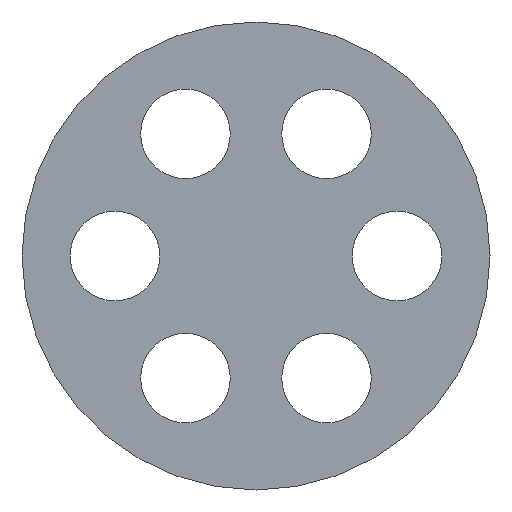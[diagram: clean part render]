
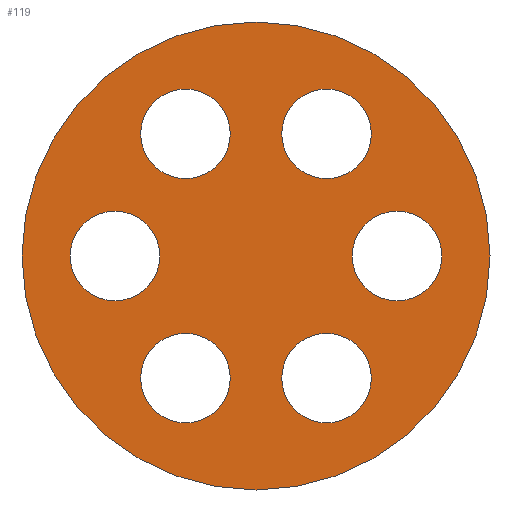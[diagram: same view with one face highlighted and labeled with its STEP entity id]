
A CAD part, left-side view. The second image highlights one B-rep face of the part: STEP entity #119.
In plain terms, the highlighted planar face has unit normal (-1, 0, 0).
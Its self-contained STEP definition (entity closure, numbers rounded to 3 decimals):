
#119 = ADVANCED_FACE( '', ( #251, #252, #253, #254, #255, #256, #257 ), #258, .F. );
#251 = FACE_BOUND( '', #384, .T. );
#252 = FACE_BOUND( '', #385, .T. );
#253 = FACE_BOUND( '', #386, .T. );
#254 = FACE_BOUND( '', #387, .T. );
#255 = FACE_BOUND( '', #388, .T. );
#256 = FACE_BOUND( '', #389, .T. );
#257 = FACE_OUTER_BOUND( '', #390, .T. );
#258 = PLANE( '', #391 );
#384 = EDGE_LOOP( '', ( #675 ) );
#385 = EDGE_LOOP( '', ( #676 ) );
#386 = EDGE_LOOP( '', ( #677 ) );
#387 = EDGE_LOOP( '', ( #678 ) );
#388 = EDGE_LOOP( '', ( #679 ) );
#389 = EDGE_LOOP( '', ( #680 ) );
#390 = EDGE_LOOP( '', ( #681 ) );
#391 = AXIS2_PLACEMENT_3D( '', #682, #683, #684 );
#675 = ORIENTED_EDGE( '', *, *, #824, .T. );
#676 = ORIENTED_EDGE( '', *, *, #809, .T. );
#677 = ORIENTED_EDGE( '', *, *, #777, .T. );
#678 = ORIENTED_EDGE( '', *, *, #800, .T. );
#679 = ORIENTED_EDGE( '', *, *, #760, .T. );
#680 = ORIENTED_EDGE( '', *, *, #780, .T. );
#681 = ORIENTED_EDGE( '', *, *, #786, .F. );
#682 = CARTESIAN_POINT( '', ( 0., 0., 0. ) );
#683 = DIRECTION( '', ( 1., 0., 0. ) );
#684 = DIRECTION( '', ( 0., 0., -1. ) );
#760 = EDGE_CURVE( '', #914, #914, #915, .T. );
#777 = EDGE_CURVE( '', #939, #939, #940, .T. );
#780 = EDGE_CURVE( '', #944, #944, #945, .T. );
#786 = EDGE_CURVE( '', #953, #953, #954, .T. );
#800 = EDGE_CURVE( '', #974, #974, #975, .T. );
#809 = EDGE_CURVE( '', #987, #987, #988, .T. );
#824 = EDGE_CURVE( '', #1006, #1006, #1007, .T. );
#914 = VERTEX_POINT( '', #1121 );
#915 = CIRCLE( '', #1122, 4. );
#939 = VERTEX_POINT( '', #1155 );
#940 = CIRCLE( '', #1156, 4. );
#944 = VERTEX_POINT( '', #1160 );
#945 = CIRCLE( '', #1161, 4. );
#953 = VERTEX_POINT( '', #1171 );
#954 = CIRCLE( '', #1172, 20.9 );
#974 = VERTEX_POINT( '', #1200 );
#975 = CIRCLE( '', #1201, 4. );
#987 = VERTEX_POINT( '', #1217 );
#988 = CIRCLE( '', #1218, 4. );
#1006 = VERTEX_POINT( '', #1240 );
#1007 = CIRCLE( '', #1241, 4. );
#1121 = CARTESIAN_POINT( '', ( 0., -6.3, -14.912 ) );
#1122 = AXIS2_PLACEMENT_3D( '', #1319, #1320, #1321 );
#1155 = CARTESIAN_POINT( '', ( 0., -12.6, -4. ) );
#1156 = AXIS2_PLACEMENT_3D( '', #1337, #1338, #1339 );
#1160 = CARTESIAN_POINT( '', ( 0., 6.3, -14.912 ) );
#1161 = AXIS2_PLACEMENT_3D( '', #1343, #1344, #1345 );
#1171 = CARTESIAN_POINT( '', ( 0., 0., -20.9 ) );
#1172 = AXIS2_PLACEMENT_3D( '', #1351, #1352, #1353 );
#1200 = CARTESIAN_POINT( '', ( 0., 12.6, -4. ) );
#1201 = AXIS2_PLACEMENT_3D( '', #1365, #1366, #1367 );
#1217 = CARTESIAN_POINT( '', ( 0., 6.3, 6.912 ) );
#1218 = AXIS2_PLACEMENT_3D( '', #1375, #1376, #1377 );
#1240 = CARTESIAN_POINT( '', ( 0., -6.3, 6.912 ) );
#1241 = AXIS2_PLACEMENT_3D( '', #1394, #1395, #1396 );
#1319 = CARTESIAN_POINT( '', ( 0., -6.3, -10.912 ) );
#1320 = DIRECTION( '', ( 1., 0., 0. ) );
#1321 = DIRECTION( '', ( 0., 0., -1. ) );
#1337 = CARTESIAN_POINT( '', ( 0., -12.6, 0. ) );
#1338 = DIRECTION( '', ( 1., 0., 0. ) );
#1339 = DIRECTION( '', ( 0., 0., -1. ) );
#1343 = CARTESIAN_POINT( '', ( 0., 6.3, -10.912 ) );
#1344 = DIRECTION( '', ( 1., 0., 0. ) );
#1345 = DIRECTION( '', ( 0., 0., -1. ) );
#1351 = CARTESIAN_POINT( '', ( 0., 0., 0. ) );
#1352 = DIRECTION( '', ( 1., 0., 0. ) );
#1353 = DIRECTION( '', ( 0., 0., -1. ) );
#1365 = CARTESIAN_POINT( '', ( 0., 12.6, 0. ) );
#1366 = DIRECTION( '', ( 1., 0., 0. ) );
#1367 = DIRECTION( '', ( 0., 0., -1. ) );
#1375 = CARTESIAN_POINT( '', ( 0., 6.3, 10.912 ) );
#1376 = DIRECTION( '', ( 1., 0., 0. ) );
#1377 = DIRECTION( '', ( 0., 0., -1. ) );
#1394 = CARTESIAN_POINT( '', ( 0., -6.3, 10.912 ) );
#1395 = DIRECTION( '', ( 1., 0., 0. ) );
#1396 = DIRECTION( '', ( 0., 0., -1. ) );
